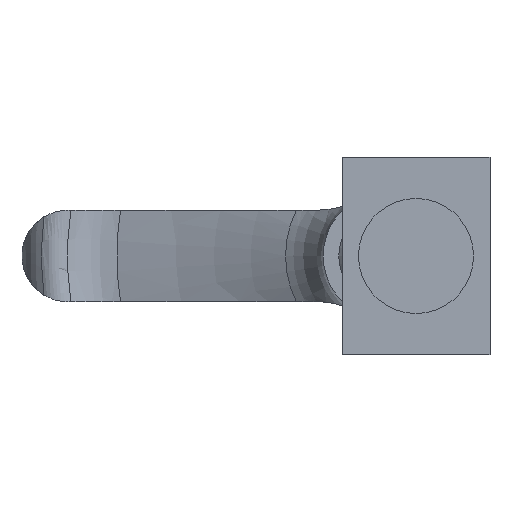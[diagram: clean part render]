
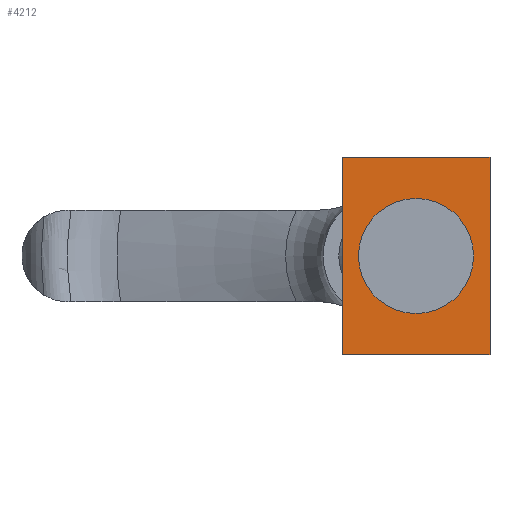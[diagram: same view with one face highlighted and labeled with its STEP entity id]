
A CAD part, left-side view. The second image highlights one B-rep face of the part: STEP entity #4212.
In plain terms, the highlighted face is planar.
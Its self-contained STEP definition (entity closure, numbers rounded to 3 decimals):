
#135=PLANE('',#4462);
#244=CIRCLE('',#4463,7.);
#245=CIRCLE('',#4464,7.);
#479=VERTEX_POINT('',#6170);
#480=VERTEX_POINT('',#6172);
#481=VERTEX_POINT('',#6176);
#482=VERTEX_POINT('',#6177);
#483=VERTEX_POINT('',#6180);
#484=VERTEX_POINT('',#6182);
#932=VECTOR('',#4962,1.);
#934=VECTOR('',#4969,1.);
#935=VECTOR('',#4970,1.);
#936=VECTOR('',#4971,1.);
#1314=LINE('',#6171,#932);
#1316=LINE('',#6179,#934);
#1317=LINE('',#6181,#935);
#1318=LINE('',#6183,#936);
#1704=EDGE_CURVE('',#480,#479,#1314,.T.);
#1706=EDGE_CURVE('',#481,#482,#244,.T.);
#1707=EDGE_CURVE('',#482,#481,#245,.T.);
#1708=EDGE_CURVE('',#479,#483,#1316,.T.);
#1709=EDGE_CURVE('',#484,#483,#1317,.T.);
#1710=EDGE_CURVE('',#480,#484,#1318,.T.);
#2388=ORIENTED_EDGE('',*,*,#1706,.F.);
#2389=ORIENTED_EDGE('',*,*,#1707,.F.);
#2390=ORIENTED_EDGE('',*,*,#1708,.T.);
#2391=ORIENTED_EDGE('',*,*,#1709,.F.);
#2392=ORIENTED_EDGE('',*,*,#1710,.F.);
#2393=ORIENTED_EDGE('',*,*,#1704,.T.);
#3691=EDGE_LOOP('',(#2388,#2389));
#3692=EDGE_LOOP('',(#2390,#2391,#2392,#2393));
#3952=FACE_BOUND('',#3691,.T.);
#3953=FACE_BOUND('',#3692,.T.);
#4212=ADVANCED_FACE('',(#3952,#3953),#135,.F.);
#4462=AXIS2_PLACEMENT_3D('',#6174,#4964,$);
#4463=AXIS2_PLACEMENT_3D('',#6175,#4965,#4966);
#4464=AXIS2_PLACEMENT_3D('',#6178,#4967,#4968);
#4962=DIRECTION('',(-1.,0.,0.));
#4964=DIRECTION('',(0.,0.,1.));
#4965=DIRECTION('',(0.,0.,-1.));
#4966=DIRECTION('',(7.,0.,0.));
#4967=DIRECTION('',(0.,0.,-1.));
#4968=DIRECTION('',(7.,0.,0.));
#4969=DIRECTION('',(0.,1.,0.));
#4970=DIRECTION('',(-1.,0.,0.));
#4971=DIRECTION('',(0.,1.,0.));
#6170=CARTESIAN_POINT('',(-12.,3.,-38.5));
#6171=CARTESIAN_POINT('',(12.,3.,-38.5));
#6172=CARTESIAN_POINT('',(12.,3.,-38.5));
#6174=CARTESIAN_POINT('',(12.,3.,-38.5));
#6175=CARTESIAN_POINT('',(0.,12.,-38.5));
#6176=CARTESIAN_POINT('',(0.,5.,-38.5));
#6177=CARTESIAN_POINT('',(7.,12.,-38.5));
#6178=CARTESIAN_POINT('',(0.,12.,-38.5));
#6179=CARTESIAN_POINT('',(-12.,3.,-38.5));
#6180=CARTESIAN_POINT('',(-12.,21.,-38.5));
#6181=CARTESIAN_POINT('',(12.,21.,-38.5));
#6182=CARTESIAN_POINT('',(12.,21.,-38.5));
#6183=CARTESIAN_POINT('',(12.,3.,-38.5));
